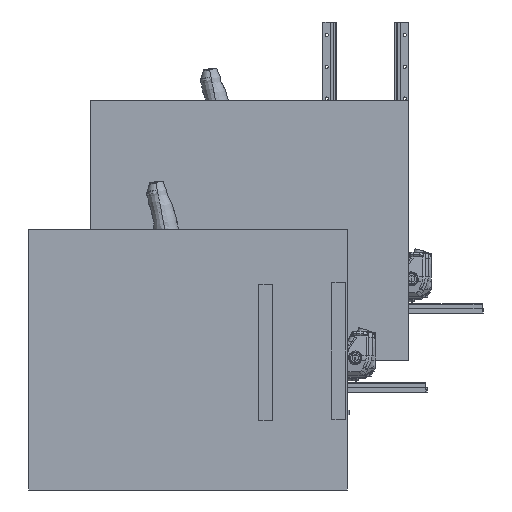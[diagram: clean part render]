
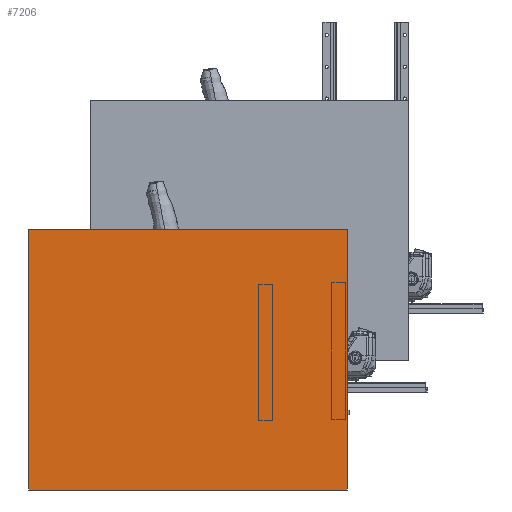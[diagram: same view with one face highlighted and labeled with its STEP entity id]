
A CAD part, front view. The second image highlights one B-rep face of the part: STEP entity #7206.
In plain terms, the highlighted face is planar.
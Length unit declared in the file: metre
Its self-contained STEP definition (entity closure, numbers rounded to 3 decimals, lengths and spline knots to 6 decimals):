
#7206 = ADVANCED_FACE( '', ( #18077 ), #18078, .F. );
#18077 = FACE_OUTER_BOUND( '', #34246, .T. );
#18078 = PLANE( '', #34247 );
#34246 = EDGE_LOOP( '', ( #44071, #44072, #44073, #44074 ) );
#34247 = AXIS2_PLACEMENT_3D( '', #44075, #44076, #44077 );
#44071 = ORIENTED_EDGE( '', *, *, #49891, .T. );
#44072 = ORIENTED_EDGE( '', *, *, #49880, .F. );
#44073 = ORIENTED_EDGE( '', *, *, #49895, .F. );
#44074 = ORIENTED_EDGE( '', *, *, #49897, .T. );
#44075 = CARTESIAN_POINT( '', ( -0.254, 0., 0.254 ) );
#44076 = DIRECTION( '', ( 1., 0., 0. ) );
#44077 = DIRECTION( '', ( 0., 0., -1. ) );
#49880 = EDGE_CURVE( '', #69523, #69525, #69526, .T. );
#49891 = EDGE_CURVE( '', #69542, #69525, #69543, .T. );
#49895 = EDGE_CURVE( '', #69547, #69523, #69549, .T. );
#49897 = EDGE_CURVE( '', #69547, #69542, #69551, .T. );
#69523 = VERTEX_POINT( '', #80230 );
#69525 = VERTEX_POINT( '', #80233 );
#69526 = LINE( '', #80234, #80235 );
#69542 = VERTEX_POINT( '', #80261 );
#69543 = LINE( '', #80262, #80263 );
#69547 = VERTEX_POINT( '', #80269 );
#69549 = LINE( '', #80272, #80273 );
#69551 = LINE( '', #80276, #80277 );
#80230 = CARTESIAN_POINT( '', ( -0.254, -0.3683, 0.254 ) );
#80233 = CARTESIAN_POINT( '', ( -0.254, -0.3683, -0.254 ) );
#80234 = CARTESIAN_POINT( '', ( -0.254, -0.3683, 0.254 ) );
#80235 = VECTOR( '', #81876, 1. );
#80261 = CARTESIAN_POINT( '', ( -0.254, 0.254, -0.254 ) );
#80262 = CARTESIAN_POINT( '', ( -0.254, 0., -0.254 ) );
#80263 = VECTOR( '', #81887, 1. );
#80269 = CARTESIAN_POINT( '', ( -0.254, 0.254, 0.254 ) );
#80272 = CARTESIAN_POINT( '', ( -0.254, 0., 0.254 ) );
#80273 = VECTOR( '', #81891, 1. );
#80276 = CARTESIAN_POINT( '', ( -0.254, 0.254, 0.254 ) );
#80277 = VECTOR( '', #81893, 1. );
#81876 = DIRECTION( '', ( 0., 0., -1. ) );
#81887 = DIRECTION( '', ( 0., -1., 0. ) );
#81891 = DIRECTION( '', ( 0., -1., 0. ) );
#81893 = DIRECTION( '', ( 0., 0., -1. ) );
